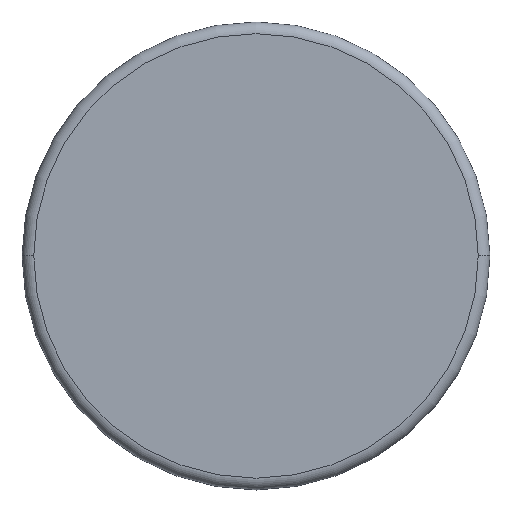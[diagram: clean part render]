
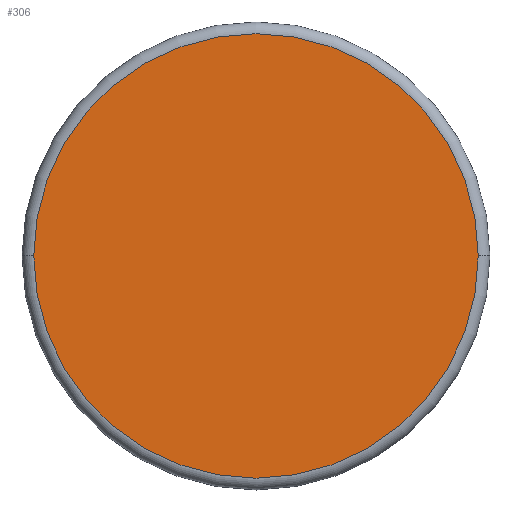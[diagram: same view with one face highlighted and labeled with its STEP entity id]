
A CAD part, top view. The second image highlights one B-rep face of the part: STEP entity #306.
In plain terms, the highlighted planar face has unit normal (0, 0, 1).
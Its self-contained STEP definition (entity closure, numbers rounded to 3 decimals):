
#8 = AXIS2_PLACEMENT_3D ( 'NONE', #167, #213, #76 ) ;
#34 = FACE_OUTER_BOUND ( 'NONE', #186, .T. ) ;
#76 = DIRECTION ( 'NONE',  ( 1., 0., 0. ) ) ;
#81 = DIRECTION ( 'NONE',  ( -0.707, -0.707, 0. ) ) ;
#86 = VERTEX_POINT ( 'NONE', #367 ) ;
#120 = PLANE ( 'NONE',  #527 ) ;
#126 = CARTESIAN_POINT ( 'NONE',  ( 1.9, 0., 1.426 ) ) ;
#164 = DIRECTION ( 'NONE',  ( 0., 0., 1. ) ) ;
#167 = CARTESIAN_POINT ( 'NONE',  ( 0., 0., 1.426 ) ) ;
#181 = CIRCLE ( 'NONE', #451, 1.9 ) ;
#186 = EDGE_LOOP ( 'NONE', ( #395, #497 ) ) ;
#213 = DIRECTION ( 'NONE',  ( 0., 0., 1. ) ) ;
#250 = EDGE_CURVE ( 'NONE', #501, #86, #181, .T. ) ;
#269 = CIRCLE ( 'NONE', #8, 1.9 ) ;
#300 = DIRECTION ( 'NONE',  ( 0., 0., 1. ) ) ;
#306 = ADVANCED_FACE ( 'NONE', ( #34 ), #120, .T. ) ;
#340 = DIRECTION ( 'NONE',  ( 1., 0., 0. ) ) ;
#367 = CARTESIAN_POINT ( 'NONE',  ( -1.9, 0., 1.426 ) ) ;
#395 = ORIENTED_EDGE ( 'NONE', *, *, #250, .T. ) ;
#406 = EDGE_CURVE ( 'NONE', #86, #501, #269, .T. ) ;
#418 = CARTESIAN_POINT ( 'NONE',  ( 0., 4.284, 1.426 ) ) ;
#451 = AXIS2_PLACEMENT_3D ( 'NONE', #513, #300, #340 ) ;
#497 = ORIENTED_EDGE ( 'NONE', *, *, #406, .T. ) ;
#501 = VERTEX_POINT ( 'NONE', #126 ) ;
#513 = CARTESIAN_POINT ( 'NONE',  ( 0., 0., 1.426 ) ) ;
#527 = AXIS2_PLACEMENT_3D ( 'NONE', #418, #164, #81 ) ;
